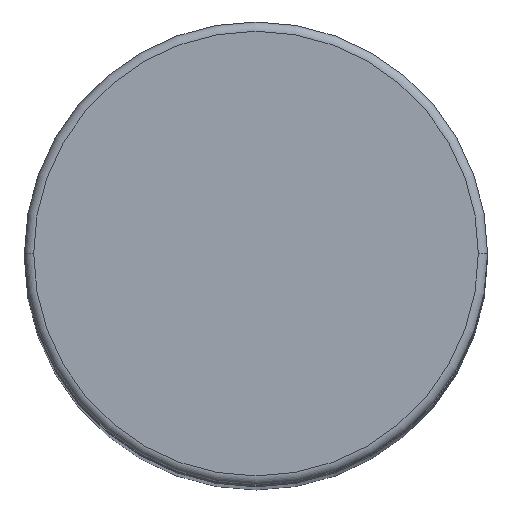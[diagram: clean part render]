
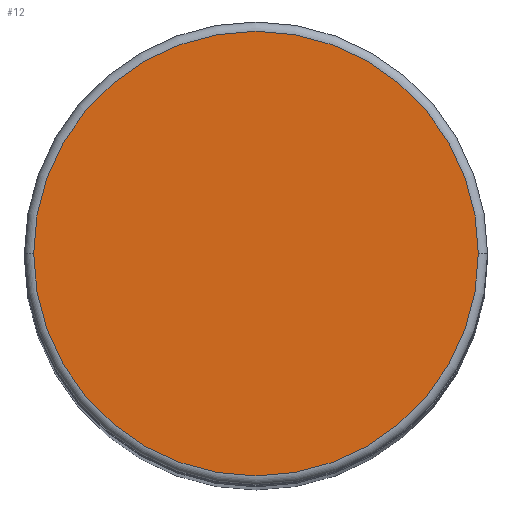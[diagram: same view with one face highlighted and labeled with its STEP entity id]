
A CAD part, top view. The second image highlights one B-rep face of the part: STEP entity #12.
In plain terms, the highlighted planar face has unit normal (0, 0, 1).
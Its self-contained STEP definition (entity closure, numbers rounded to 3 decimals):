
#12 = ADVANCED_FACE ( 'NONE', ( #374 ), #251, .F. ) ;
#13 = ORIENTED_EDGE ( 'NONE', *, *, #201, .F. ) ;
#43 = EDGE_LOOP ( 'NONE', ( #160, #13 ) ) ;
#122 = EDGE_CURVE ( 'NONE', #129, #177, #564, .T. ) ;
#129 = VERTEX_POINT ( 'NONE', #572 ) ;
#160 = ORIENTED_EDGE ( 'NONE', *, *, #122, .F. ) ;
#177 = VERTEX_POINT ( 'NONE', #740 ) ;
#201 = EDGE_CURVE ( 'NONE', #177, #129, #708, .T. ) ;
#251 = PLANE ( 'NONE',  #261 ) ;
#261 = AXIS2_PLACEMENT_3D ( 'NONE', #321, #320, #319 ) ;
#319 = DIRECTION ( 'NONE',  ( -1., 0., 0. ) ) ;
#320 = DIRECTION ( 'NONE',  ( 0., 0., -1. ) ) ;
#321 = CARTESIAN_POINT ( 'NONE',  ( 0., 0., 120. ) ) ;
#374 = FACE_OUTER_BOUND ( 'NONE', #43, .T. ) ;
#561 = DIRECTION ( 'NONE',  ( -1., 0., 0. ) ) ;
#562 = DIRECTION ( 'NONE',  ( 0., 0., -1. ) ) ;
#563 = CARTESIAN_POINT ( 'NONE',  ( 0., 0., 120. ) ) ;
#564 = CIRCLE ( 'NONE', #569, 9.6 ) ;
#569 = AXIS2_PLACEMENT_3D ( 'NONE', #563, #562, #561 ) ;
#572 = CARTESIAN_POINT ( 'NONE',  ( -9.6, 0., 120. ) ) ;
#654 = AXIS2_PLACEMENT_3D ( 'NONE', #707, #706, #705 ) ;
#705 = DIRECTION ( 'NONE',  ( -1., 0., 0. ) ) ;
#706 = DIRECTION ( 'NONE',  ( 0., 0., -1. ) ) ;
#707 = CARTESIAN_POINT ( 'NONE',  ( 0., 0., 120. ) ) ;
#708 = CIRCLE ( 'NONE', #654, 9.6 ) ;
#740 = CARTESIAN_POINT ( 'NONE',  ( 9.6, 0., 120. ) ) ;
